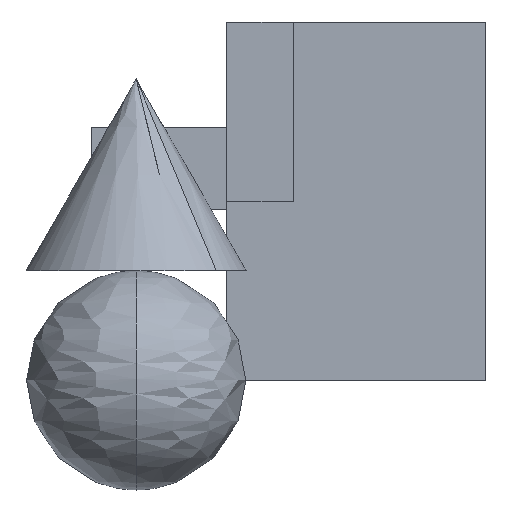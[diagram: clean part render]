
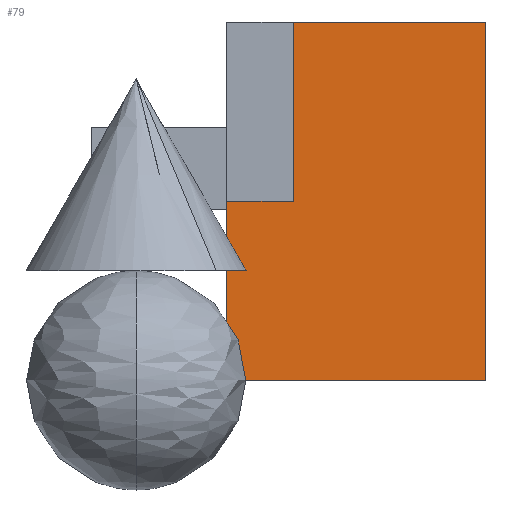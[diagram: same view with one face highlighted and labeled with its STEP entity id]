
A CAD part, left-side view. The second image highlights one B-rep face of the part: STEP entity #79.
In plain terms, the highlighted free-form (B-spline) face has degree [1, 1] with [2, 2] control points.
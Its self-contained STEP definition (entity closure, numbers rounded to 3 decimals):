
#79=ADVANCED_FACE('',(#114),#949,.T.);
#114=FACE_OUTER_BOUND('',#149,.T.);
#149=EDGE_LOOP('',(#207,#208,#209,#210));
#207=ORIENTED_EDGE('',*,*,#653,.T.);
#208=ORIENTED_EDGE('',*,*,#654,.T.);
#209=ORIENTED_EDGE('',*,*,#655,.T.);
#210=ORIENTED_EDGE('',*,*,#656,.T.);
#339=PCURVE('',#949,#471);
#340=PCURVE('',#949,#472);
#341=PCURVE('',#949,#473);
#342=PCURVE('',#949,#474);
#346=PCURVE('',#950,#478);
#352=PCURVE('',#952,#484);
#358=PCURVE('',#953,#490);
#359=PCURVE('',#954,#491);
#471=DEFINITIONAL_REPRESENTATION('',(#749),#2321);
#472=DEFINITIONAL_REPRESENTATION('',(#751),#2321);
#473=DEFINITIONAL_REPRESENTATION('',(#753),#2321);
#474=DEFINITIONAL_REPRESENTATION('',(#755),#2321);
#478=DEFINITIONAL_REPRESENTATION('',(#762),#2321);
#484=DEFINITIONAL_REPRESENTATION('',(#772),#2321);
#490=DEFINITIONAL_REPRESENTATION('',(#779),#2321);
#491=DEFINITIONAL_REPRESENTATION('',(#780),#2321);
#587=SURFACE_CURVE('',#748,(#339,#358),.PCURVE_S1.);
#588=SURFACE_CURVE('',#750,(#340,#346),.PCURVE_S1.);
#589=SURFACE_CURVE('',#752,(#341,#359),.PCURVE_S1.);
#590=SURFACE_CURVE('',#754,(#342,#352),.PCURVE_S1.);
#653=EDGE_CURVE('',#908,#909,#587,.T.);
#654=EDGE_CURVE('',#909,#910,#588,.T.);
#655=EDGE_CURVE('',#910,#911,#589,.T.);
#656=EDGE_CURVE('',#911,#908,#590,.T.);
#748=B_SPLINE_CURVE_WITH_KNOTS('',1,(#1855,#1856),.UNSPECIFIED.,.F.,.F.,
(2,2),(-17.691,17.691),.UNSPECIFIED.);
#749=B_SPLINE_CURVE_WITH_KNOTS('',1,(#1857,#1858),.UNSPECIFIED.,.F.,.F.,
(2,2),(-17.691,17.691),.UNSPECIFIED.);
#750=B_SPLINE_CURVE_WITH_KNOTS('',1,(#1859,#1860),.UNSPECIFIED.,.F.,.F.,
(2,2),(-24.441,24.441),.UNSPECIFIED.);
#751=B_SPLINE_CURVE_WITH_KNOTS('',1,(#1861,#1862),.UNSPECIFIED.,.F.,.F.,
(2,2),(-24.441,24.441),.UNSPECIFIED.);
#752=B_SPLINE_CURVE_WITH_KNOTS('',1,(#1863,#1864),.UNSPECIFIED.,.F.,.F.,
(2,2),(-17.691,17.691),.UNSPECIFIED.);
#753=B_SPLINE_CURVE_WITH_KNOTS('',1,(#1865,#1866),.UNSPECIFIED.,.F.,.F.,
(2,2),(-17.691,17.691),.UNSPECIFIED.);
#754=B_SPLINE_CURVE_WITH_KNOTS('',1,(#1867,#1868),.UNSPECIFIED.,.F.,.F.,
(2,2),(-24.441,24.441),.UNSPECIFIED.);
#755=B_SPLINE_CURVE_WITH_KNOTS('',1,(#1869,#1870),.UNSPECIFIED.,.F.,.F.,
(2,2),(-24.441,24.441),.UNSPECIFIED.);
#762=B_SPLINE_CURVE_WITH_KNOTS('',1,(#1883,#1884),.UNSPECIFIED.,.F.,.F.,
(2,2),(-24.441,24.441),.UNSPECIFIED.);
#772=B_SPLINE_CURVE_WITH_KNOTS('',1,(#1903,#1904),.UNSPECIFIED.,.F.,.F.,
(2,2),(-24.441,24.441),.UNSPECIFIED.);
#779=B_SPLINE_CURVE_WITH_KNOTS('',1,(#1917,#1918),.UNSPECIFIED.,.F.,.F.,
(2,2),(-17.691,17.691),.UNSPECIFIED.);
#780=B_SPLINE_CURVE_WITH_KNOTS('',1,(#1919,#1920),.UNSPECIFIED.,.F.,.F.,
(2,2),(-17.691,17.691),.UNSPECIFIED.);
#908=VERTEX_POINT('',#1847);
#909=VERTEX_POINT('',#1848);
#910=VERTEX_POINT('',#1849);
#911=VERTEX_POINT('',#1850);
#949=B_SPLINE_SURFACE_WITH_KNOTS('',1,1,((#1823,#1824),(#1825,#1826)),
 .UNSPECIFIED.,.F.,.F.,.F.,(2,2),(2,2),(-17.691,17.691),
(-24.441,24.441),.UNSPECIFIED.);
#950=B_SPLINE_SURFACE_WITH_KNOTS('',1,1,((#1827,#1828),(#1829,#1830)),
 .UNSPECIFIED.,.F.,.F.,.F.,(2,2),(2,2),(-3.222,3.222),
(-24.441,24.441),.UNSPECIFIED.);
#952=B_SPLINE_SURFACE_WITH_KNOTS('',1,1,((#1835,#1836),(#1837,#1838)),
 .UNSPECIFIED.,.F.,.F.,.F.,(2,2),(2,2),(-3.222,3.222),
(-24.441,24.441),.UNSPECIFIED.);
#953=B_SPLINE_SURFACE_WITH_KNOTS('',1,1,((#1839,#1840),(#1841,#1842)),
 .UNSPECIFIED.,.F.,.F.,.F.,(2,2),(2,2),(-3.222,3.222),
(-17.691,17.691),.UNSPECIFIED.);
#954=B_SPLINE_SURFACE_WITH_KNOTS('',1,1,((#1843,#1844),(#1845,#1846)),
 .UNSPECIFIED.,.F.,.F.,.F.,(2,2),(2,2),(-17.691,17.691),
(-3.222,3.222),.UNSPECIFIED.);
#1823=CARTESIAN_POINT('',(3.183,9.398,0.));
#1824=CARTESIAN_POINT('',(3.183,9.398,48.881));
#1825=CARTESIAN_POINT('',(3.183,-25.984,0.));
#1826=CARTESIAN_POINT('',(3.183,-25.984,48.881));
#1827=CARTESIAN_POINT('',(3.183,-25.984,0.));
#1828=CARTESIAN_POINT('',(3.183,-25.984,48.881));
#1829=CARTESIAN_POINT('',(9.628,-25.984,0.));
#1830=CARTESIAN_POINT('',(9.628,-25.984,48.881));
#1835=CARTESIAN_POINT('',(9.628,9.398,0.));
#1836=CARTESIAN_POINT('',(9.628,9.398,48.881));
#1837=CARTESIAN_POINT('',(3.183,9.398,0.));
#1838=CARTESIAN_POINT('',(3.183,9.398,48.881));
#1839=CARTESIAN_POINT('',(3.183,9.398,0.));
#1840=CARTESIAN_POINT('',(3.183,-25.984,0.));
#1841=CARTESIAN_POINT('',(9.628,9.398,0.));
#1842=CARTESIAN_POINT('',(9.628,-25.984,0.));
#1843=CARTESIAN_POINT('',(3.183,9.398,48.881));
#1844=CARTESIAN_POINT('',(9.628,9.398,48.881));
#1845=CARTESIAN_POINT('',(3.183,-25.984,48.881));
#1846=CARTESIAN_POINT('',(9.628,-25.984,48.881));
#1847=CARTESIAN_POINT('',(3.183,9.398,0.));
#1848=CARTESIAN_POINT('',(3.183,-25.984,0.));
#1849=CARTESIAN_POINT('',(3.183,-25.984,48.881));
#1850=CARTESIAN_POINT('',(3.183,9.398,48.881));
#1855=CARTESIAN_POINT('',(3.183,9.398,0.));
#1856=CARTESIAN_POINT('',(3.183,-25.984,0.));
#1857=CARTESIAN_POINT('',(-17.691,-24.441));
#1858=CARTESIAN_POINT('',(17.691,-24.441));
#1859=CARTESIAN_POINT('',(3.183,-25.984,0.));
#1860=CARTESIAN_POINT('',(3.183,-25.984,48.881));
#1861=CARTESIAN_POINT('',(17.691,-24.441));
#1862=CARTESIAN_POINT('',(17.691,24.441));
#1863=CARTESIAN_POINT('',(3.183,-25.984,48.881));
#1864=CARTESIAN_POINT('',(3.183,9.398,48.881));
#1865=CARTESIAN_POINT('',(17.691,24.441));
#1866=CARTESIAN_POINT('',(-17.691,24.441));
#1867=CARTESIAN_POINT('',(3.183,9.398,48.881));
#1868=CARTESIAN_POINT('',(3.183,9.398,0.));
#1869=CARTESIAN_POINT('',(-17.691,24.441));
#1870=CARTESIAN_POINT('',(-17.691,-24.441));
#1883=CARTESIAN_POINT('',(-3.222,-24.441));
#1884=CARTESIAN_POINT('',(-3.222,24.441));
#1903=CARTESIAN_POINT('',(3.222,24.441));
#1904=CARTESIAN_POINT('',(3.222,-24.441));
#1917=CARTESIAN_POINT('',(-3.222,-17.691));
#1918=CARTESIAN_POINT('',(-3.222,17.691));
#1919=CARTESIAN_POINT('',(17.691,-3.222));
#1920=CARTESIAN_POINT('',(-17.691,-3.222));
#2321=(
GEOMETRIC_REPRESENTATION_CONTEXT(2)
PARAMETRIC_REPRESENTATION_CONTEXT()
REPRESENTATION_CONTEXT('pspace','')
);
